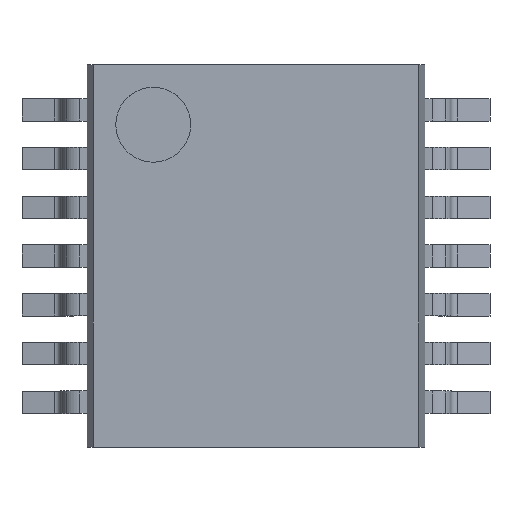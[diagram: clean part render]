
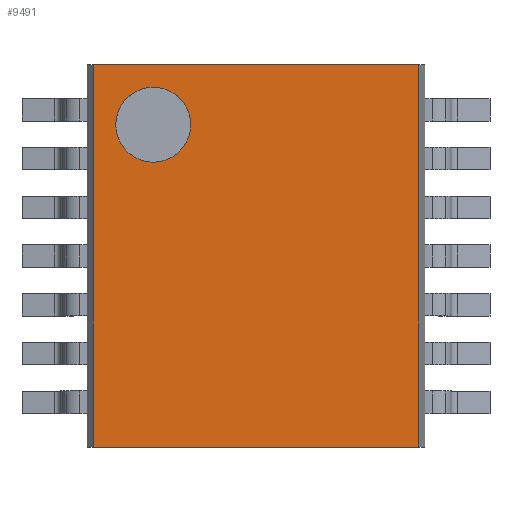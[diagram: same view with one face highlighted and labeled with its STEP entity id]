
A CAD part, top view. The second image highlights one B-rep face of the part: STEP entity #9491.
In plain terms, the highlighted planar face has unit normal (0, 0, 1).
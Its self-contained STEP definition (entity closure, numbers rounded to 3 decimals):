
#9139=CARTESIAN_POINT('',(-0.871,1.75,1.1));
#9140=VERTEX_POINT('',#9139);
#9156=CARTESIAN_POINT('',(-1.871,1.75,1.1));
#9157=VERTEX_POINT('',#9156);
#9164=CARTESIAN_POINT('',(-1.371,1.75,1.1));
#9165=DIRECTION('',(0.0,0.0,-1.0));
#9166=DIRECTION('',(1.0,0.0,0.0));
#9167=AXIS2_PLACEMENT_3D('',#9164,#9165,#9166);
#9168=CIRCLE('',#9167,0.5);
#9169=EDGE_CURVE('',#9140,#9157,#9168,.T.);
#9181=CARTESIAN_POINT('',(2.171,2.55,1.1));
#9182=VERTEX_POINT('',#9181);
#9189=CARTESIAN_POINT('',(2.171,-2.55,1.1));
#9190=VERTEX_POINT('',#9189);
#9191=CARTESIAN_POINT('',(2.171,-2.55,1.1));
#9192=DIRECTION('',(0.0,1.0,0.0));
#9193=VECTOR('',#9192,5.1);
#9194=LINE('',#9191,#9193);
#9195=EDGE_CURVE('',#9190,#9182,#9194,.T.);
#9236=CARTESIAN_POINT('',(-2.171,-2.55,1.1));
#9237=VERTEX_POINT('',#9236);
#9238=CARTESIAN_POINT('',(2.171,-2.55,1.1));
#9239=DIRECTION('',(-1.0,0.0,0.0));
#9240=VECTOR('',#9239,4.341);
#9241=LINE('',#9238,#9240);
#9242=EDGE_CURVE('',#9190,#9237,#9241,.T.);
#9282=CARTESIAN_POINT('',(-2.171,2.55,1.1));
#9283=VERTEX_POINT('',#9282);
#9299=CARTESIAN_POINT('',(-2.171,2.55,1.1));
#9300=DIRECTION('',(0.0,-1.0,0.0));
#9301=VECTOR('',#9300,5.1);
#9302=LINE('',#9299,#9301);
#9303=EDGE_CURVE('',#9237,#9283,#9302,.F.);
#9352=CARTESIAN_POINT('',(2.171,2.55,1.1));
#9353=DIRECTION('',(-1.0,0.0,0.0));
#9354=VECTOR('',#9353,4.341);
#9355=LINE('',#9352,#9354);
#9356=EDGE_CURVE('',#9182,#9283,#9355,.T.);
#9448=CARTESIAN_POINT('',(-1.371,1.75,1.1));
#9449=DIRECTION('',(0.0,0.0,-1.0));
#9450=DIRECTION('',(1.0,0.0,0.0));
#9451=AXIS2_PLACEMENT_3D('',#9448,#9449,#9450);
#9452=CIRCLE('',#9451,0.5);
#9453=EDGE_CURVE('',#9157,#9140,#9452,.T.);
#9476=CARTESIAN_POINT('',(2.171,-5.35,1.1));
#9477=DIRECTION('',(0.0,0.0,1.0));
#9478=DIRECTION('',(0.0,-1.0,0.0));
#9479=AXIS2_PLACEMENT_3D('',#9476,#9477,#9478);
#9480=PLANE('',#9479);
#9481=ORIENTED_EDGE('',*,*,#9356,.T.);
#9482=ORIENTED_EDGE('',*,*,#9303,.F.);
#9483=ORIENTED_EDGE('',*,*,#9242,.F.);
#9484=ORIENTED_EDGE('',*,*,#9195,.T.);
#9485=EDGE_LOOP('',(#9481,#9482,#9483,#9484));
#9486=FACE_OUTER_BOUND('',#9485,.T.);
#9487=ORIENTED_EDGE('',*,*,#9169,.T.);
#9488=ORIENTED_EDGE('',*,*,#9453,.T.);
#9489=EDGE_LOOP('',(#9487,#9488));
#9490=FACE_BOUND('',#9489,.T.);
#9491=ADVANCED_FACE('',(#9486,#9490),#9480,.T.);
